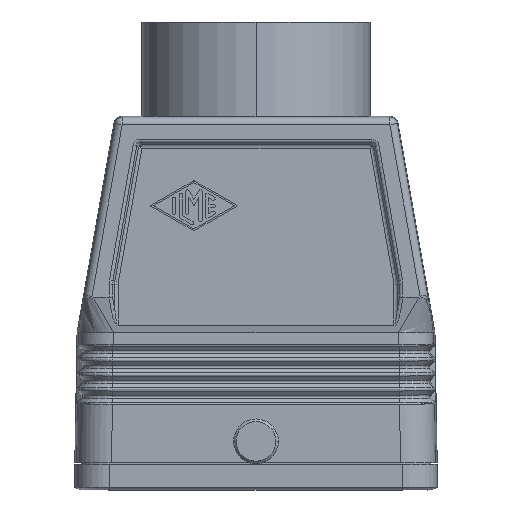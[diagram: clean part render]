
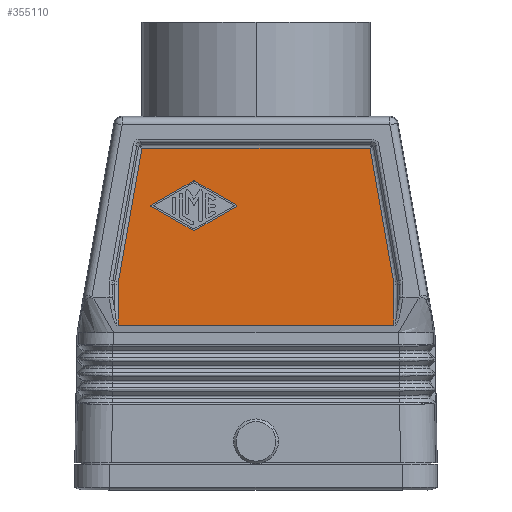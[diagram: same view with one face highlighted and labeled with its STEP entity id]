
A CAD part, left-side view. The second image highlights one B-rep face of the part: STEP entity #355110.
In plain terms, the highlighted planar face has unit normal (-1, 0, 0).
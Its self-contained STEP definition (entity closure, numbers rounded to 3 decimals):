
#32890=CARTESIAN_POINT('',(74.12,54.827,
50.993));
#32900=DIRECTION('',(1.,0.,0.));
#32910=DIRECTION('',(0.,1.,0.));
#32920=AXIS2_PLACEMENT_3D('',#32890,#32900,#32910);
#32930=PLANE('',#32920);
#32940=CARTESIAN_POINT('',(74.12,25.163,
48.623));
#32950=DIRECTION('',(0.,0.868,0.496));
#32960=VECTOR('',#32950,1.);
#32970=LINE('',#32940,#32960);
#32980=CARTESIAN_POINT('',(74.12,31.324,
52.145));
#32990=VERTEX_POINT('',#32980);
#33000=CARTESIAN_POINT('',(74.12,39.74,
56.956));
#33010=VERTEX_POINT('',#33000);
#33020=EDGE_CURVE('',#32990,#33010,#32970,.T.);
#33040=CARTESIAN_POINT('',(74.12,31.407,52.));
#33050=DIRECTION('',(-1.,0.,0.));
#33060=DIRECTION('',(0.,-1.,0.));
#33070=AXIS2_PLACEMENT_3D('',#33040,#33050,#33060);
#33080=CIRCLE('',#33070,0.167);
#33090=CARTESIAN_POINT('',(74.12,31.324,
51.855));
#33100=VERTEX_POINT('',#33090);
#33110=EDGE_CURVE('',#33100,#32990,#33080,.T.);
#33130=CARTESIAN_POINT('',(74.12,25.163,
55.377));
#33140=DIRECTION('',(0.,-0.868,0.496));
#33150=VECTOR('',#33140,1.);
#33160=LINE('',#33130,#33150);
#33170=CARTESIAN_POINT('',(74.12,39.74,
47.044));
#33180=VERTEX_POINT('',#33170);
#33190=EDGE_CURVE('',#33180,#33100,#33160,.T.);
#33210=CARTESIAN_POINT('',(74.12,39.906,47.334));
#33220=DIRECTION('',(-1.,0.,0.));
#33230=DIRECTION('',(0.,-1.,0.));
#33240=AXIS2_PLACEMENT_3D('',#33210,#33220,#33230);
#33250=CIRCLE('',#33240,0.333);
#33260=CARTESIAN_POINT('',(74.12,40.071,
47.044));
#33270=VERTEX_POINT('',#33260);
#33280=EDGE_CURVE('',#33270,#33180,#33250,.T.);
#33300=CARTESIAN_POINT('',(74.12,25.163,
38.523));
#33310=DIRECTION('',(0.,-0.868,-0.496));
#33320=VECTOR('',#33310,1.);
#33330=LINE('',#33300,#33320);
#33340=CARTESIAN_POINT('',(74.12,48.487,
51.855));
#33350=VERTEX_POINT('',#33340);
#33360=EDGE_CURVE('',#33350,#33270,#33330,.T.);
#33380=CARTESIAN_POINT('',(74.12,48.405,52.));
#33390=DIRECTION('',(-1.,0.,0.));
#33400=DIRECTION('',(0.,-1.,0.));
#33410=AXIS2_PLACEMENT_3D('',#33380,#33390,#33400);
#33420=CIRCLE('',#33410,0.167);
#33430=CARTESIAN_POINT('',(74.12,48.487,
52.145));
#33440=VERTEX_POINT('',#33430);
#33450=EDGE_CURVE('',#33440,#33350,#33420,.T.);
#33470=CARTESIAN_POINT('',(74.12,25.163,
65.477));
#33480=DIRECTION('',(0.,0.868,-0.496));
#33490=VECTOR('',#33480,1.);
#33500=LINE('',#33470,#33490);
#33510=CARTESIAN_POINT('',(74.12,40.071,
56.956));
#33520=VERTEX_POINT('',#33510);
#33530=EDGE_CURVE('',#33520,#33440,#33500,.T.);
#33550=CARTESIAN_POINT('',(74.12,39.906,56.666));
#33560=DIRECTION('',(-1.,0.,0.));
#33570=DIRECTION('',(0.,-1.,0.));
#33580=AXIS2_PLACEMENT_3D('',#33550,#33560,#33570);
#33590=CIRCLE('',#33580,0.333);
#33600=EDGE_CURVE('',#33010,#33520,#33590,.T.);
#34650=CARTESIAN_POINT('',(74.12,-0.345,
36.149));
#34660=VERTEX_POINT('',#34650);
#34710=CARTESIAN_POINT('',(74.12,-0.291,
36.762));
#34720=CARTESIAN_POINT('',(74.12,-0.295,
36.74));
#34730=CARTESIAN_POINT('',(74.12,-0.299,
36.717));
#34740=CARTESIAN_POINT('',(74.12,-0.304,
36.685));
#34750=CARTESIAN_POINT('',(74.12,-0.306,
36.675));
#34760=CARTESIAN_POINT('',(74.12,-0.317,
36.597));
#34770=CARTESIAN_POINT('',(74.12,-0.325,
36.527));
#34780=CARTESIAN_POINT('',(74.12,-0.332,
36.457));
#34790=CARTESIAN_POINT('',(74.12,-0.338,
36.384));
#34800=CARTESIAN_POINT('',(74.12,-0.342,
36.312));
#34810=CARTESIAN_POINT('',(74.12,-0.344,
36.232));
#34820=CARTESIAN_POINT('',(74.12,-0.344,
36.225));
#34830=CARTESIAN_POINT('',(74.12,-0.345,
36.195));
#34840=CARTESIAN_POINT('',(74.12,-0.345,
36.172));
#34850=CARTESIAN_POINT('',(74.12,-0.345,
36.149));
#34860=B_SPLINE_CURVE_WITH_KNOTS('',3,(#34710,#34720,#34730,#34740,
#34750,#34760,#34770,#34780,#34790,#34800,#34810,#34820,#34830,#34840,
#34850),.UNSPECIFIED.,.F.,.F.,(4,2,2,3,2,2,4),(0.,0.077,
0.107,0.339,0.579,0.602,
0.678),.UNSPECIFIED.);
#34870=CARTESIAN_POINT('',(74.12,-0.291,
36.762));
#34880=VERTEX_POINT('',#34870);
#34890=EDGE_CURVE('',#34880,#34660,#34860,.T.);
#216320=CARTESIAN_POINT('',(74.12,-0.345,
27.959));
#216330=VERTEX_POINT('',#216320);
#216510=CARTESIAN_POINT('',(74.12,55.165,
27.959));
#216520=VERTEX_POINT('',#216510);
#216550=CARTESIAN_POINT('',(74.12,25.163,
27.959));
#216560=DIRECTION('',(0.,1.,0.));
#216570=VECTOR('',#216560,1.);
#216580=LINE('',#216550,#216570);
#216590=EDGE_CURVE('',#216330,#216520,#216580,.T.);
#354410=CARTESIAN_POINT('',(74.12,55.165,
34.229));
#354420=DIRECTION('',(0.,0.,1.));
#354430=VECTOR('',#354420,1.);
#354440=LINE('',#354410,#354430);
#354450=CARTESIAN_POINT('',(74.12,55.165,
36.155));
#354460=VERTEX_POINT('',#354450);
#354470=EDGE_CURVE('',#216520,#354460,#354440,.T.);
#354480=ORIENTED_EDGE('',*,*,#354470,.F.);
#354490=CARTESIAN_POINT('',(74.12,55.165,
36.155));
#354500=CARTESIAN_POINT('',(74.12,55.165,
36.178));
#354510=CARTESIAN_POINT('',(74.12,55.165,
36.201));
#354520=CARTESIAN_POINT('',(74.12,55.164,
36.233));
#354530=CARTESIAN_POINT('',(74.12,55.164,
36.243));
#354540=CARTESIAN_POINT('',(74.12,55.162,
36.322));
#354550=CARTESIAN_POINT('',(74.12,55.158,
36.392));
#354560=CARTESIAN_POINT('',(74.12,55.152,
36.463));
#354570=CARTESIAN_POINT('',(74.12,55.145,
36.535));
#354580=CARTESIAN_POINT('',(74.12,55.137,
36.607));
#354590=CARTESIAN_POINT('',(74.12,55.125,
36.686));
#354600=CARTESIAN_POINT('',(74.12,55.124,
36.693));
#354610=CARTESIAN_POINT('',(74.12,55.119,
36.723));
#354620=CARTESIAN_POINT('',(74.12,55.115,
36.745));
#354630=CARTESIAN_POINT('',(74.12,55.111,
36.768));
#354640=B_SPLINE_CURVE_WITH_KNOTS('',3,(#354490,#354500,#354510,#354520,
#354530,#354540,#354550,#354560,#354570,#354580,#354590,#354600,#354610,
#354620,#354630),.UNSPECIFIED.,.F.,.F.,(4,2,2,3,2,2,4),(0.,
0.077,0.107,0.339,0.579
,0.602,0.678),.UNSPECIFIED.);
#354650=CARTESIAN_POINT('',(74.12,55.111,
36.768));
#354660=VERTEX_POINT('',#354650);
#354670=EDGE_CURVE('',#354460,#354660,#354640,.T.);
#354680=ORIENTED_EDGE('',*,*,#354670,.F.);
#354690=CARTESIAN_POINT('',(74.12,55.559,
34.229));
#354700=DIRECTION('',(0.,-0.174,0.985));
#354710=VECTOR('',#354700,1.);
#354720=LINE('',#354690,#354710);
#354730=CARTESIAN_POINT('',(74.12,50.387,
63.586));
#354740=VERTEX_POINT('',#354730);
#354750=EDGE_CURVE('',#354660,#354740,#354720,.T.);
#354760=ORIENTED_EDGE('',*,*,#354750,.F.);
#354770=CARTESIAN_POINT('',(74.12,25.163,
63.586));
#354780=DIRECTION('',(0.,1.,0.));
#354790=VECTOR('',#354780,1.);
#354800=LINE('',#354770,#354790);
#354810=CARTESIAN_POINT('',(74.12,4.434,
63.586));
#354820=VERTEX_POINT('',#354810);
#354830=EDGE_CURVE('',#354820,#354740,#354800,.T.);
#354840=ORIENTED_EDGE('',*,*,#354830,.T.);
#354850=CARTESIAN_POINT('',(74.12,-0.738,
34.229));
#354860=DIRECTION('',(0.,0.174,0.985));
#354870=VECTOR('',#354860,1.);
#354880=LINE('',#354850,#354870);
#354890=EDGE_CURVE('',#34880,#354820,#354880,.T.);
#354900=ORIENTED_EDGE('',*,*,#354890,.T.);
#354910=ORIENTED_EDGE('',*,*,#34890,.F.);
#354920=CARTESIAN_POINT('',(74.12,-0.345,
34.229));
#354930=DIRECTION('',(0.,0.,1.));
#354940=VECTOR('',#354930,1.);
#354950=LINE('',#354920,#354940);
#354960=EDGE_CURVE('',#216330,#34660,#354950,.T.);
#354970=ORIENTED_EDGE('',*,*,#354960,.T.);
#354980=ORIENTED_EDGE('',*,*,#216590,.F.);
#354990=EDGE_LOOP('',(#354980,#354970,#354910,#354900,#354840,#354760,
#354680,#354480));
#355000=FACE_OUTER_BOUND('',#354990,.T.);
#355010=ORIENTED_EDGE('',*,*,#33530,.F.);
#355020=ORIENTED_EDGE('',*,*,#33450,.F.);
#355030=ORIENTED_EDGE('',*,*,#33360,.F.);
#355040=ORIENTED_EDGE('',*,*,#33280,.F.);
#355050=ORIENTED_EDGE('',*,*,#33190,.F.);
#355060=ORIENTED_EDGE('',*,*,#33110,.F.);
#355070=ORIENTED_EDGE('',*,*,#33020,.F.);
#355080=ORIENTED_EDGE('',*,*,#33600,.F.);
#355090=EDGE_LOOP('',(#355080,#355070,#355060,#355050,#355040,#355030,
#355020,#355010));
#355100=FACE_BOUND('',#355090,.T.);
#355110=ADVANCED_FACE('',(#355000,#355100),#32930,.F.);
